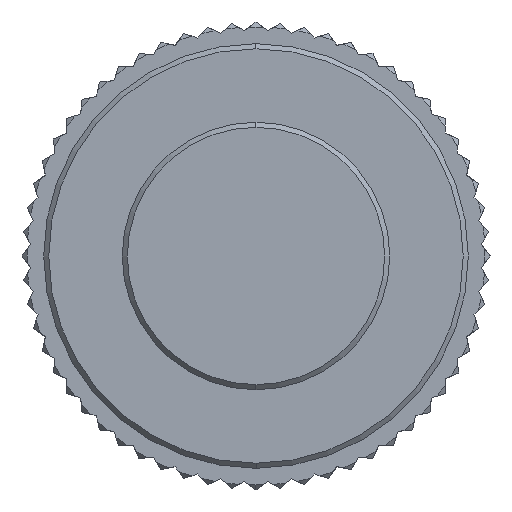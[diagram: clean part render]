
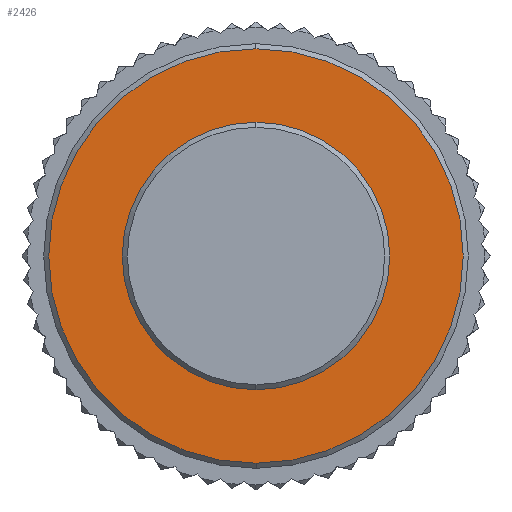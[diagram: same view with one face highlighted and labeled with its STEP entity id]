
A CAD part, left-side view. The second image highlights one B-rep face of the part: STEP entity #2426.
In plain terms, the highlighted planar face has unit normal (-1, 0, 0).
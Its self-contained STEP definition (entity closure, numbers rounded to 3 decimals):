
#34 = ORIENTED_EDGE ( 'NONE', *, *, #329, .T. ) ;
#329 = EDGE_CURVE ( 'NONE', #7398, #4699, #2856, .T. ) ;
#487 = FACE_BOUND ( 'NONE', #6101, .T. ) ;
#950 = CARTESIAN_POINT ( 'NONE',  ( 98.2, 0., 0. ) ) ;
#995 = DIRECTION ( 'NONE',  ( -1., 0., 0. ) ) ;
#1288 = DIRECTION ( 'NONE',  ( 0., 0., 1. ) ) ;
#1565 = ORIENTED_EDGE ( 'NONE', *, *, #3830, .F. ) ;
#1996 = CARTESIAN_POINT ( 'NONE',  ( 98.2, 0., 0. ) ) ;
#2163 = EDGE_CURVE ( 'NONE', #4699, #7398, #3891, .T. ) ;
#2426 = ADVANCED_FACE ( 'NONE', ( #487, #6032 ), #8201, .F. ) ;
#2856 = CIRCLE ( 'NONE', #7412, 12.4 ) ;
#3017 = DIRECTION ( 'NONE',  ( 0., 0., 1. ) ) ;
#3060 = DIRECTION ( 'NONE',  ( 0., 0., 1. ) ) ;
#3179 = DIRECTION ( 'NONE',  ( -1., 0., 0. ) ) ;
#3187 = AXIS2_PLACEMENT_3D ( 'NONE', #1996, #5345, #1288 ) ;
#3370 = CARTESIAN_POINT ( 'NONE',  ( 98.2, 0., 8. ) ) ;
#3622 = DIRECTION ( 'NONE',  ( -1., 0., 0. ) ) ;
#3784 = DIRECTION ( 'NONE',  ( 0., 0., 1. ) ) ;
#3830 = EDGE_CURVE ( 'NONE', #6745, #4313, #4936, .T. ) ;
#3891 = CIRCLE ( 'NONE', #4970, 12.4 ) ;
#4052 = AXIS2_PLACEMENT_3D ( 'NONE', #5535, #4095, #4774 ) ;
#4095 = DIRECTION ( 'NONE',  ( 1., 0., 0. ) ) ;
#4313 = VERTEX_POINT ( 'NONE', #3370 ) ;
#4364 = AXIS2_PLACEMENT_3D ( 'NONE', #5092, #995, #3060 ) ;
#4699 = VERTEX_POINT ( 'NONE', #8613 ) ;
#4774 = DIRECTION ( 'NONE',  ( 0., 0., -1. ) ) ;
#4936 = CIRCLE ( 'NONE', #3187, 8. ) ;
#4970 = AXIS2_PLACEMENT_3D ( 'NONE', #6488, #3179, #3784 ) ;
#5092 = CARTESIAN_POINT ( 'NONE',  ( 98.2, 0., 0. ) ) ;
#5095 = ORIENTED_EDGE ( 'NONE', *, *, #7087, .F. ) ;
#5345 = DIRECTION ( 'NONE',  ( -1., 0., 0. ) ) ;
#5535 = CARTESIAN_POINT ( 'NONE',  ( 98.2, 8., 0. ) ) ;
#5647 = CIRCLE ( 'NONE', #4364, 8. ) ;
#5845 = CARTESIAN_POINT ( 'NONE',  ( 98.2, 0., 12.4 ) ) ;
#6032 = FACE_OUTER_BOUND ( 'NONE', #6990, .T. ) ;
#6101 = EDGE_LOOP ( 'NONE', ( #5095, #1565 ) ) ;
#6162 = CARTESIAN_POINT ( 'NONE',  ( 98.2, 0., -8. ) ) ;
#6488 = CARTESIAN_POINT ( 'NONE',  ( 98.2, 0., 0. ) ) ;
#6745 = VERTEX_POINT ( 'NONE', #6162 ) ;
#6990 = EDGE_LOOP ( 'NONE', ( #7653, #34 ) ) ;
#7087 = EDGE_CURVE ( 'NONE', #4313, #6745, #5647, .T. ) ;
#7398 = VERTEX_POINT ( 'NONE', #5845 ) ;
#7412 = AXIS2_PLACEMENT_3D ( 'NONE', #950, #3622, #3017 ) ;
#7653 = ORIENTED_EDGE ( 'NONE', *, *, #2163, .T. ) ;
#8201 = PLANE ( 'NONE',  #4052 ) ;
#8613 = CARTESIAN_POINT ( 'NONE',  ( 98.2, 0., -12.4 ) ) ;
